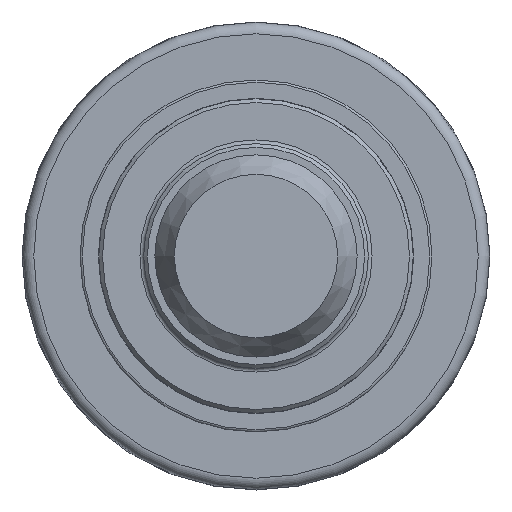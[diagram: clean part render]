
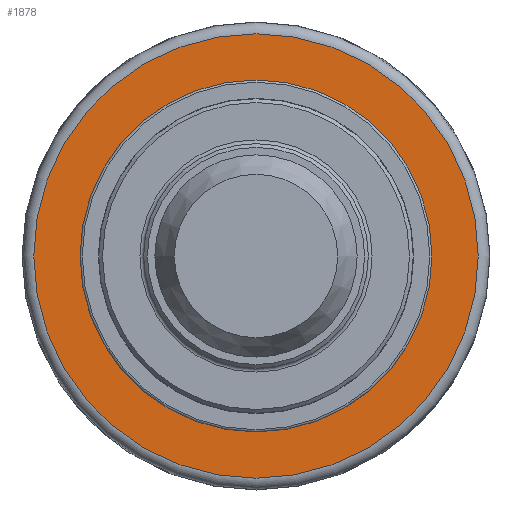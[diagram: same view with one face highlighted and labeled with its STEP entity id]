
A CAD part, left-side view. The second image highlights one B-rep face of the part: STEP entity #1878.
In plain terms, the highlighted planar face has unit normal (-1, 0, 0).
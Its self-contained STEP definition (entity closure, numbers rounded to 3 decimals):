
#45=FACE_BOUND('',#283,.T.);
#75=PLANE('',#2062);
#172=FACE_OUTER_BOUND('',#282,.T.);
#282=EDGE_LOOP('',(#1321,#1322));
#283=EDGE_LOOP('',(#1323,#1324));
#609=CIRCLE('',#2060,29.678);
#610=CIRCLE('',#2061,29.678);
#611=CIRCLE('',#2063,23.5);
#612=CIRCLE('',#2064,23.5);
#777=VERTEX_POINT('',#3061);
#778=VERTEX_POINT('',#3063);
#779=VERTEX_POINT('',#3067);
#780=VERTEX_POINT('',#3068);
#989=EDGE_CURVE('',#777,#778,#609,.T.);
#990=EDGE_CURVE('',#778,#777,#610,.T.);
#991=EDGE_CURVE('',#779,#780,#611,.T.);
#992=EDGE_CURVE('',#780,#779,#612,.T.);
#1321=ORIENTED_EDGE('',*,*,#990,.F.);
#1322=ORIENTED_EDGE('',*,*,#989,.F.);
#1323=ORIENTED_EDGE('',*,*,#991,.T.);
#1324=ORIENTED_EDGE('',*,*,#992,.T.);
#1878=ADVANCED_FACE('',(#172,#45),#75,.T.);
#2060=AXIS2_PLACEMENT_3D('',#3064,#2427,#2428);
#2061=AXIS2_PLACEMENT_3D('',#3065,#2429,#2430);
#2062=AXIS2_PLACEMENT_3D('',#3066,#2431,#2432);
#2063=AXIS2_PLACEMENT_3D('',#3069,#2433,#2434);
#2064=AXIS2_PLACEMENT_3D('',#3070,#2435,#2436);
#2427=DIRECTION('center_axis',(1.,0.,0.));
#2428=DIRECTION('ref_axis',(0.,1.,0.));
#2429=DIRECTION('center_axis',(1.,0.,0.));
#2430=DIRECTION('ref_axis',(0.,1.,0.));
#2431=DIRECTION('center_axis',(-1.,0.,0.));
#2432=DIRECTION('ref_axis',(0.,0.,-1.));
#2433=DIRECTION('center_axis',(1.,0.,0.));
#2434=DIRECTION('ref_axis',(0.,-1.,0.));
#2435=DIRECTION('center_axis',(1.,0.,0.));
#2436=DIRECTION('ref_axis',(0.,-1.,0.));
#3061=CARTESIAN_POINT('',(16.95,0.,-29.678));
#3063=CARTESIAN_POINT('',(16.95,-29.678,0.));
#3064=CARTESIAN_POINT('Origin',(16.95,0.,0.));
#3065=CARTESIAN_POINT('Origin',(16.95,0.,0.));
#3066=CARTESIAN_POINT('Origin',(16.95,-27.325,0.));
#3067=CARTESIAN_POINT('',(16.95,-23.5,0.));
#3068=CARTESIAN_POINT('',(16.95,23.5,0.));
#3069=CARTESIAN_POINT('Origin',(16.95,0.,0.));
#3070=CARTESIAN_POINT('Origin',(16.95,0.,0.));
